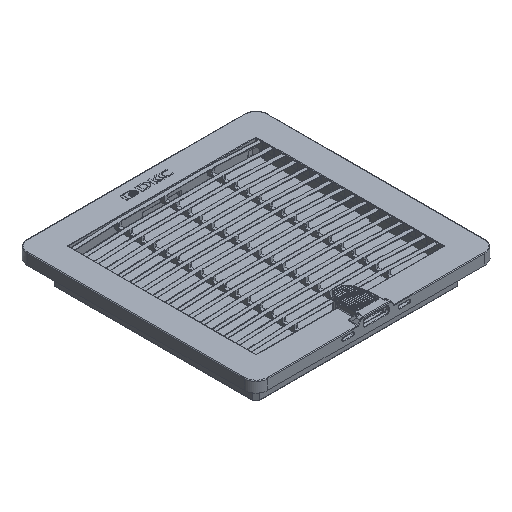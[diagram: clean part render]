
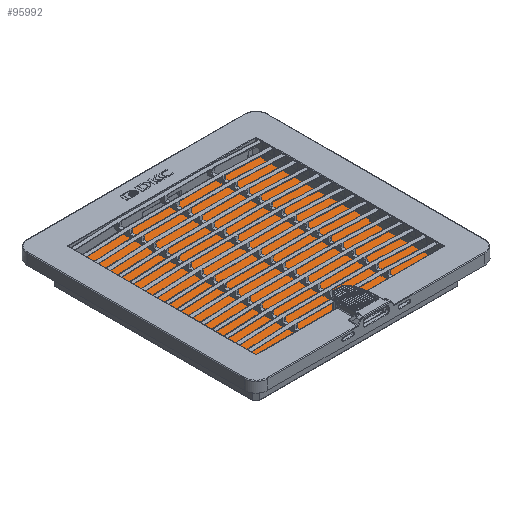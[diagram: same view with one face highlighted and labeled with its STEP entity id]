
A CAD part, isometric view. The second image highlights one B-rep face of the part: STEP entity #95992.
In plain terms, the highlighted planar face has unit normal (0, 0, 1).
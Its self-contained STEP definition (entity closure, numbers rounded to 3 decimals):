
#5851 = EDGE_CURVE ( 'NONE', #203060, #97489, #124880, .T. ) ;
#18713 = DIRECTION ( 'NONE',  ( 1., 0., 0. ) ) ;
#23610 = CARTESIAN_POINT ( 'NONE',  ( 81.081, -81.081, 10. ) ) ;
#26675 = EDGE_CURVE ( 'NONE', #194801, #203060, #211995, .T. ) ;
#30849 = CARTESIAN_POINT ( 'NONE',  ( -81.081, -81.081, 10. ) ) ;
#34719 = ORIENTED_EDGE ( 'NONE', *, *, #82578, .T. ) ;
#36187 = PLANE ( 'NONE',  #124469 ) ;
#41031 = CARTESIAN_POINT ( 'NONE',  ( -81.081, 81.081, 10. ) ) ;
#47154 = VECTOR ( 'NONE', #69170, 1000. ) ;
#47210 = EDGE_LOOP ( 'NONE', ( #34719, #79938, #161450, #191214 ) ) ;
#58297 = CARTESIAN_POINT ( 'NONE',  ( -81.081, -81.081, 10. ) ) ;
#65595 = EDGE_CURVE ( 'NONE', #97489, #205038, #174738, .T. ) ;
#66135 = VECTOR ( 'NONE', #122320, 1000. ) ;
#69170 = DIRECTION ( 'NONE',  ( -1., 0., 0. ) ) ;
#69318 = DIRECTION ( 'NONE',  ( 0., 0., -1. ) ) ;
#71291 = LINE ( 'NONE', #23610, #66135 ) ;
#79938 = ORIENTED_EDGE ( 'NONE', *, *, #26675, .T. ) ;
#81933 = VECTOR ( 'NONE', #18713, 1000. ) ;
#82578 = EDGE_CURVE ( 'NONE', #205038, #194801, #71291, .T. ) ;
#91509 = DIRECTION ( 'NONE',  ( 0., -1., 0. ) ) ;
#95992 = ADVANCED_FACE ( 'NONE', ( #131716 ), #36187, .F. ) ;
#96072 = CARTESIAN_POINT ( 'NONE',  ( 81.081, -81.081, 10. ) ) ;
#97489 = VERTEX_POINT ( 'NONE', #30849 ) ;
#100765 = CARTESIAN_POINT ( 'NONE',  ( -81.081, -81.081, 10. ) ) ;
#101751 = CARTESIAN_POINT ( 'NONE',  ( 0., 0., 10. ) ) ;
#122320 = DIRECTION ( 'NONE',  ( 0., 1., 0. ) ) ;
#124469 = AXIS2_PLACEMENT_3D ( 'NONE', #101751, #69318, #184553 ) ;
#124880 = LINE ( 'NONE', #58297, #134041 ) ;
#131716 = FACE_OUTER_BOUND ( 'NONE', #47210, .T. ) ;
#134041 = VECTOR ( 'NONE', #91509, 1000. ) ;
#161450 = ORIENTED_EDGE ( 'NONE', *, *, #5851, .T. ) ;
#172029 = CARTESIAN_POINT ( 'NONE',  ( -81.081, 81.081, 10. ) ) ;
#174738 = LINE ( 'NONE', #100765, #81933 ) ;
#184553 = DIRECTION ( 'NONE',  ( -1., 0., 0. ) ) ;
#191214 = ORIENTED_EDGE ( 'NONE', *, *, #65595, .T. ) ;
#194801 = VERTEX_POINT ( 'NONE', #204967 ) ;
#203060 = VERTEX_POINT ( 'NONE', #172029 ) ;
#204967 = CARTESIAN_POINT ( 'NONE',  ( 81.081, 81.081, 10. ) ) ;
#205038 = VERTEX_POINT ( 'NONE', #96072 ) ;
#211995 = LINE ( 'NONE', #41031, #47154 ) ;
